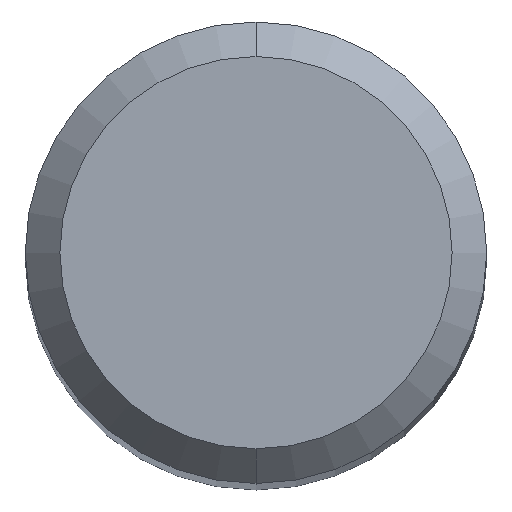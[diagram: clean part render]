
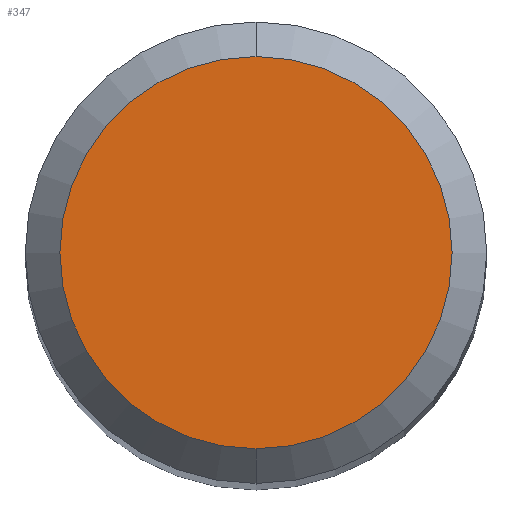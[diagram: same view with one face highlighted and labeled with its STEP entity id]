
A CAD part, top view. The second image highlights one B-rep face of the part: STEP entity #347.
In plain terms, the highlighted planar face has unit normal (0, 0, 1).
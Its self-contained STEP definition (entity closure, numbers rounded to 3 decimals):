
#219=EDGE_CURVE('',#355,#397,#530,.T.);
#347=ADVANCED_FACE('',(#671),#672,.T.);
#355=VERTEX_POINT('',#682);
#357=EDGE_CURVE('',#397,#355,#684,.T.);
#397=VERTEX_POINT('',#729);
#530=CIRCLE('',#891,1.7);
#671=FACE_OUTER_BOUND('',#1152,.T.);
#672=PLANE('',#1153);
#682=CARTESIAN_POINT('',(0.,-1.7,0.0));
#684=CIRCLE('',#1166,1.7);
#729=CARTESIAN_POINT('',(0.0,1.7,0.0));
#891=AXIS2_PLACEMENT_3D('',#1497,#1498,#1499);
#1152=EDGE_LOOP('',(#1643,#1644));
#1153=AXIS2_PLACEMENT_3D('',#1645,#1646,#1647);
#1166=AXIS2_PLACEMENT_3D('',#1672,#1673,#1674);
#1497=CARTESIAN_POINT('',(0.0,0.0,0.0));
#1498=DIRECTION('',(0.0,0.0,-1.0));
#1499=DIRECTION('',(0.0,1.0,0.0));
#1643=ORIENTED_EDGE('',*,*,#357,.F.);
#1644=ORIENTED_EDGE('',*,*,#219,.F.);
#1645=CARTESIAN_POINT('',(0.0,0.85,0.0));
#1646=DIRECTION('',(-0.0,0.0,1.0));
#1647=DIRECTION('',(0.0,-1.0,0.0));
#1672=CARTESIAN_POINT('',(0.0,0.0,0.0));
#1673=DIRECTION('',(0.0,0.0,-1.0));
#1674=DIRECTION('',(0.0,1.0,0.0));
